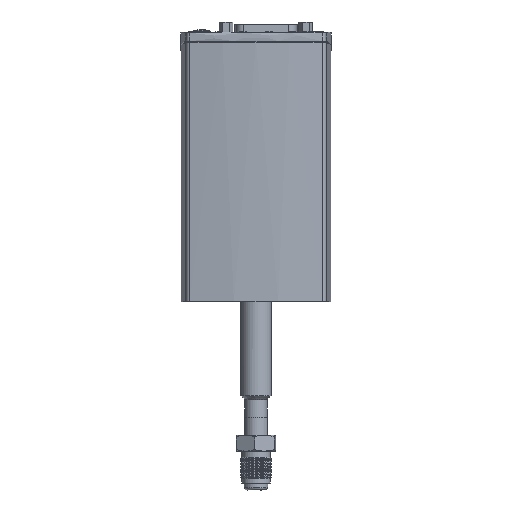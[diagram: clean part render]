
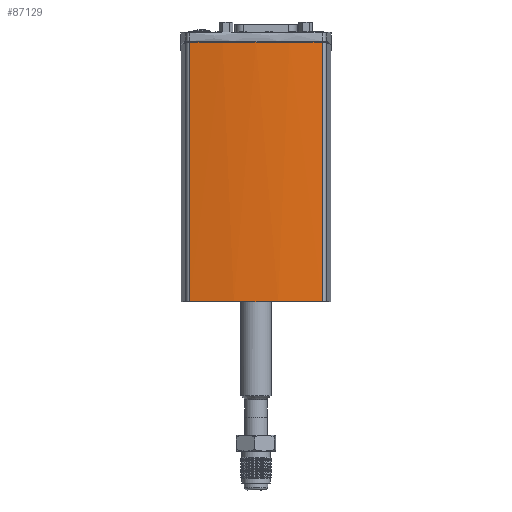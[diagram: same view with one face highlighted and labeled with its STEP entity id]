
A CAD part, left-side view. The second image highlights one B-rep face of the part: STEP entity #87129.
In plain terms, the highlighted cylindrical face has radius 170 mm (diameter 340 mm), a partial arc.
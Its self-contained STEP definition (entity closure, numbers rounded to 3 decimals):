
#1133=CYLINDRICAL_SURFACE($,#92737,170.);
#6324=CIRCLE($,#92581,170.);
#8345=FACE_OUTER_BOUND($,#13222,.T.);
#13222=EDGE_LOOP($,(#61118,#61119,#61120,#61121,#61122));
#18146=LINE($,#129727,#27442);
#18150=LINE($,#129743,#27446);
#27442=VECTOR($,#101846,108.186);
#27446=VECTOR($,#101872,108.186);
#36207=B_SPLINE_CURVE_WITH_KNOTS($,3,(#129269,#129270,#129271,#129272,#129273,
#129274),.UNSPECIFIED.,.F.,.F.,(4,2,4),(3.561,5.341,
6.145),.UNSPECIFIED.);
#36208=B_SPLINE_CURVE_WITH_KNOTS($,3,(#129276,#129277,#129278,#129279,#129280,
#129281),.UNSPECIFIED.,.F.,.F.,(4,2,4),(0.977,1.78,
3.561),.UNSPECIFIED.);
#37992=VERTEX_POINT($,#129159);
#37993=VERTEX_POINT($,#129160);
#38029=VERTEX_POINT($,#129267);
#38030=VERTEX_POINT($,#129268);
#38031=VERTEX_POINT($,#129275);
#46629=EDGE_CURVE($,#37992,#37993,#6324,.T.);
#46680=EDGE_CURVE($,#38029,#38030,#36207,.T.);
#46681=EDGE_CURVE($,#38031,#38029,#36208,.T.);
#46810=EDGE_CURVE($,#37992,#38031,#18146,.T.);
#46817=EDGE_CURVE($,#37993,#38030,#18150,.T.);
#61118=ORIENTED_EDGE($,*,*,#46680,.T.);
#61119=ORIENTED_EDGE($,*,*,#46817,.F.);
#61120=ORIENTED_EDGE($,*,*,#46629,.F.);
#61121=ORIENTED_EDGE($,*,*,#46810,.T.);
#61122=ORIENTED_EDGE($,*,*,#46681,.T.);
#87129=ADVANCED_FACE($,(#8345),#1133,.T.);
#92581=AXIS2_PLACEMENT_3D($,#129161,#101481,#101482);
#92737=AXIS2_PLACEMENT_3D($,#129744,#101873,#101874);
#101481=DIRECTION('center_axis',(0.,0.,
-1.));
#101482=DIRECTION('ref_axis',(1.,0.,0.));
#101846=DIRECTION($,(0.,0.,1.));
#101872=DIRECTION($,(0.,0.,1.));
#101873=DIRECTION('center_axis',(0.,0.,
1.));
#101874=DIRECTION('ref_axis',(1.,0.,0.));
#129159=CARTESIAN_POINT('',(-29.245,-27.596,9.));
#129160=CARTESIAN_POINT('',(-29.245,27.596,9.));
#129161=CARTESIAN_POINT('Origin',(138.5,0.,
9.));
#129267=CARTESIAN_POINT('',(-31.5,0.,117.2));
#129268=CARTESIAN_POINT('',(-29.245,27.596,117.186));
#129269=CARTESIAN_POINT('Ctrl Pts',(-31.5,0.,
117.2));
#129270=CARTESIAN_POINT('Ctrl Pts',(-31.5,5.934,
117.2));
#129271=CARTESIAN_POINT('Ctrl Pts',(-31.169,12.447,
117.201));
#129272=CARTESIAN_POINT('Ctrl Pts',(-30.117,21.836,
117.195));
#129273=CARTESIAN_POINT('Ctrl Pts',(-29.714,24.748,
117.192));
#129274=CARTESIAN_POINT('Ctrl Pts',(-29.245,27.596,117.186));
#129275=CARTESIAN_POINT('',(-29.245,-27.596,117.186));
#129276=CARTESIAN_POINT('Ctrl Pts',(-29.245,-27.596,
117.186));
#129277=CARTESIAN_POINT('Ctrl Pts',(-29.714,-24.748,
117.192));
#129278=CARTESIAN_POINT('Ctrl Pts',(-30.117,-21.836,
117.195));
#129279=CARTESIAN_POINT('Ctrl Pts',(-31.169,-12.447,
117.201));
#129280=CARTESIAN_POINT('Ctrl Pts',(-31.5,-5.934,
117.2));
#129281=CARTESIAN_POINT('Ctrl Pts',(-31.5,0.,
117.2));
#129727=CARTESIAN_POINT($,(-29.245,-27.596,9.));
#129743=CARTESIAN_POINT($,(-29.245,27.596,9.));
#129744=CARTESIAN_POINT('Origin',(138.5,0.,
9.));
